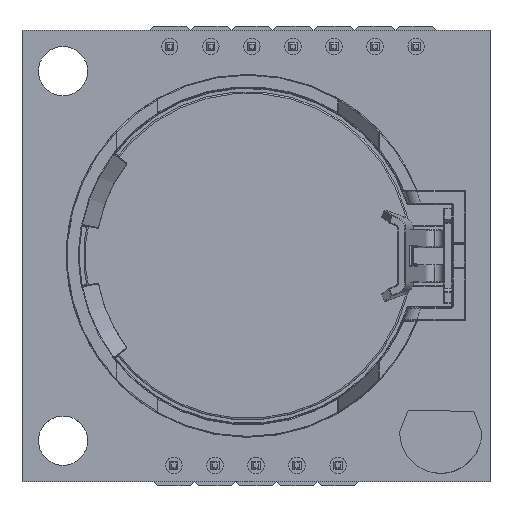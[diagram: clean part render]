
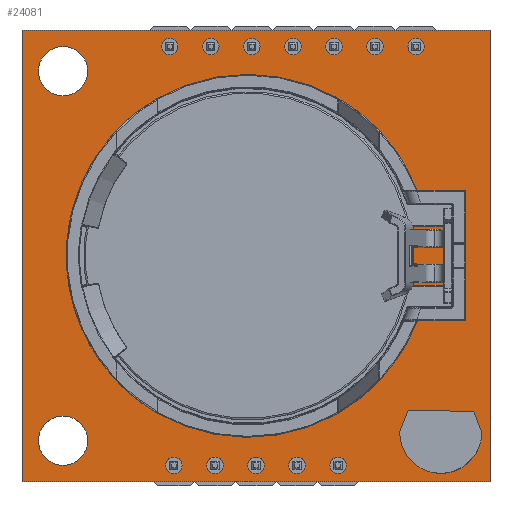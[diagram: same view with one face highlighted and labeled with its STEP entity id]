
A CAD part, top view. The second image highlights one B-rep face of the part: STEP entity #24081.
In plain terms, the highlighted face is planar.
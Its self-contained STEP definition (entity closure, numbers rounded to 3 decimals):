
#1180=FACE_BOUND('',#3304,.T.);
#1181=FACE_BOUND('',#3305,.T.);
#1182=FACE_BOUND('',#3306,.T.);
#1183=FACE_BOUND('',#3307,.T.);
#1184=FACE_BOUND('',#3308,.T.);
#1185=FACE_BOUND('',#3309,.T.);
#1186=FACE_BOUND('',#3310,.T.);
#1187=FACE_BOUND('',#3311,.T.);
#1188=FACE_BOUND('',#3312,.T.);
#1189=FACE_BOUND('',#3313,.T.);
#1190=FACE_BOUND('',#3314,.T.);
#1191=FACE_BOUND('',#3315,.T.);
#1192=FACE_BOUND('',#3316,.T.);
#1193=FACE_BOUND('',#3317,.T.);
#1194=FACE_BOUND('',#3318,.T.);
#1195=FACE_BOUND('',#3319,.T.);
#1196=FACE_BOUND('',#3320,.T.);
#1249=PLANE('',#25808);
#1792=FACE_OUTER_BOUND('',#3303,.T.);
#3303=EDGE_LOOP('',(#15276,#15277,#15278,#15279));
#3304=EDGE_LOOP('',(#15280));
#3305=EDGE_LOOP('',(#15281));
#3306=EDGE_LOOP('',(#15282));
#3307=EDGE_LOOP('',(#15283));
#3308=EDGE_LOOP('',(#15284));
#3309=EDGE_LOOP('',(#15285));
#3310=EDGE_LOOP('',(#15286));
#3311=EDGE_LOOP('',(#15287));
#3312=EDGE_LOOP('',(#15288));
#3313=EDGE_LOOP('',(#15289));
#3314=EDGE_LOOP('',(#15290));
#3315=EDGE_LOOP('',(#15291));
#3316=EDGE_LOOP('',(#15292));
#3317=EDGE_LOOP('',(#15293));
#3318=EDGE_LOOP('',(#15294));
#3319=EDGE_LOOP('',(#15295));
#3320=EDGE_LOOP('',(#15296));
#4856=LINE('',#35550,#6591);
#4860=LINE('',#35558,#6595);
#4863=LINE('',#35564,#6598);
#4866=LINE('',#35569,#6601);
#6591=VECTOR('',#28539,10.);
#6595=VECTOR('',#28545,10.);
#6598=VECTOR('',#28550,10.);
#6601=VECTOR('',#28555,10.);
#8311=CIRCLE('',#25738,0.5);
#8314=CIRCLE('',#25742,0.5);
#8317=CIRCLE('',#25746,0.5);
#8320=CIRCLE('',#25750,0.5);
#8323=CIRCLE('',#25754,0.5);
#8326=CIRCLE('',#25758,0.5);
#8329=CIRCLE('',#25762,0.5);
#8332=CIRCLE('',#25766,0.5);
#8335=CIRCLE('',#25770,0.5);
#8338=CIRCLE('',#25774,0.5);
#8341=CIRCLE('',#25778,0.5);
#8344=CIRCLE('',#25782,0.5);
#8347=CIRCLE('',#25786,0.5);
#8350=CIRCLE('',#25790,0.5);
#8353=CIRCLE('',#25794,0.5);
#8356=CIRCLE('',#25798,1.5);
#8359=CIRCLE('',#25802,1.5);
#9520=VERTEX_POINT('',#35416);
#9523=VERTEX_POINT('',#35424);
#9526=VERTEX_POINT('',#35432);
#9529=VERTEX_POINT('',#35440);
#9532=VERTEX_POINT('',#35448);
#9535=VERTEX_POINT('',#35456);
#9538=VERTEX_POINT('',#35464);
#9541=VERTEX_POINT('',#35472);
#9544=VERTEX_POINT('',#35480);
#9547=VERTEX_POINT('',#35488);
#9550=VERTEX_POINT('',#35496);
#9553=VERTEX_POINT('',#35504);
#9556=VERTEX_POINT('',#35512);
#9559=VERTEX_POINT('',#35520);
#9562=VERTEX_POINT('',#35528);
#9565=VERTEX_POINT('',#35536);
#9568=VERTEX_POINT('',#35544);
#9569=VERTEX_POINT('',#35548);
#9570=VERTEX_POINT('',#35549);
#9573=VERTEX_POINT('',#35557);
#9575=VERTEX_POINT('',#35563);
#11607=EDGE_CURVE('',#9520,#9520,#8311,.T.);
#11611=EDGE_CURVE('',#9523,#9523,#8314,.T.);
#11615=EDGE_CURVE('',#9526,#9526,#8317,.T.);
#11619=EDGE_CURVE('',#9529,#9529,#8320,.T.);
#11623=EDGE_CURVE('',#9532,#9532,#8323,.T.);
#11627=EDGE_CURVE('',#9535,#9535,#8326,.T.);
#11631=EDGE_CURVE('',#9538,#9538,#8329,.T.);
#11635=EDGE_CURVE('',#9541,#9541,#8332,.T.);
#11639=EDGE_CURVE('',#9544,#9544,#8335,.T.);
#11643=EDGE_CURVE('',#9547,#9547,#8338,.T.);
#11647=EDGE_CURVE('',#9550,#9550,#8341,.T.);
#11651=EDGE_CURVE('',#9553,#9553,#8344,.T.);
#11655=EDGE_CURVE('',#9556,#9556,#8347,.T.);
#11659=EDGE_CURVE('',#9559,#9559,#8350,.T.);
#11663=EDGE_CURVE('',#9562,#9562,#8353,.T.);
#11667=EDGE_CURVE('',#9565,#9565,#8356,.T.);
#11671=EDGE_CURVE('',#9568,#9568,#8359,.T.);
#11672=EDGE_CURVE('',#9569,#9570,#4856,.T.);
#11676=EDGE_CURVE('',#9573,#9569,#4860,.T.);
#11679=EDGE_CURVE('',#9575,#9573,#4863,.T.);
#11682=EDGE_CURVE('',#9570,#9575,#4866,.T.);
#15276=ORIENTED_EDGE('',*,*,#11682,.F.);
#15277=ORIENTED_EDGE('',*,*,#11672,.F.);
#15278=ORIENTED_EDGE('',*,*,#11676,.F.);
#15279=ORIENTED_EDGE('',*,*,#11679,.F.);
#15280=ORIENTED_EDGE('',*,*,#11607,.T.);
#15281=ORIENTED_EDGE('',*,*,#11611,.T.);
#15282=ORIENTED_EDGE('',*,*,#11615,.T.);
#15283=ORIENTED_EDGE('',*,*,#11619,.T.);
#15284=ORIENTED_EDGE('',*,*,#11623,.T.);
#15285=ORIENTED_EDGE('',*,*,#11627,.T.);
#15286=ORIENTED_EDGE('',*,*,#11631,.T.);
#15287=ORIENTED_EDGE('',*,*,#11635,.T.);
#15288=ORIENTED_EDGE('',*,*,#11639,.T.);
#15289=ORIENTED_EDGE('',*,*,#11643,.T.);
#15290=ORIENTED_EDGE('',*,*,#11647,.T.);
#15291=ORIENTED_EDGE('',*,*,#11651,.T.);
#15292=ORIENTED_EDGE('',*,*,#11655,.T.);
#15293=ORIENTED_EDGE('',*,*,#11659,.T.);
#15294=ORIENTED_EDGE('',*,*,#11663,.T.);
#15295=ORIENTED_EDGE('',*,*,#11667,.T.);
#15296=ORIENTED_EDGE('',*,*,#11671,.T.);
#24081=ADVANCED_FACE('',(#1792,#1180,#1181,#1182,#1183,#1184,#1185,#1186,
#1187,#1188,#1189,#1190,#1191,#1192,#1193,#1194,#1195,#1196),#1249,.F.);
#25738=AXIS2_PLACEMENT_3D('',#35418,#28391,#28392);
#25742=AXIS2_PLACEMENT_3D('',#35426,#28400,#28401);
#25746=AXIS2_PLACEMENT_3D('',#35434,#28409,#28410);
#25750=AXIS2_PLACEMENT_3D('',#35442,#28418,#28419);
#25754=AXIS2_PLACEMENT_3D('',#35450,#28427,#28428);
#25758=AXIS2_PLACEMENT_3D('',#35458,#28436,#28437);
#25762=AXIS2_PLACEMENT_3D('',#35466,#28445,#28446);
#25766=AXIS2_PLACEMENT_3D('',#35474,#28454,#28455);
#25770=AXIS2_PLACEMENT_3D('',#35482,#28463,#28464);
#25774=AXIS2_PLACEMENT_3D('',#35490,#28472,#28473);
#25778=AXIS2_PLACEMENT_3D('',#35498,#28481,#28482);
#25782=AXIS2_PLACEMENT_3D('',#35506,#28490,#28491);
#25786=AXIS2_PLACEMENT_3D('',#35514,#28499,#28500);
#25790=AXIS2_PLACEMENT_3D('',#35522,#28508,#28509);
#25794=AXIS2_PLACEMENT_3D('',#35530,#28517,#28518);
#25798=AXIS2_PLACEMENT_3D('',#35538,#28526,#28527);
#25802=AXIS2_PLACEMENT_3D('',#35546,#28535,#28536);
#25808=AXIS2_PLACEMENT_3D('',#35572,#28559,#28560);
#28391=DIRECTION('center_axis',(0.,1.,0.));
#28392=DIRECTION('ref_axis',(1.,0.,0.));
#28400=DIRECTION('center_axis',(0.,1.,0.));
#28401=DIRECTION('ref_axis',(1.,0.,0.));
#28409=DIRECTION('center_axis',(0.,1.,0.));
#28410=DIRECTION('ref_axis',(1.,0.,0.));
#28418=DIRECTION('center_axis',(0.,1.,0.));
#28419=DIRECTION('ref_axis',(1.,0.,0.));
#28427=DIRECTION('center_axis',(0.,1.,0.));
#28428=DIRECTION('ref_axis',(1.,0.,0.));
#28436=DIRECTION('center_axis',(0.,1.,0.));
#28437=DIRECTION('ref_axis',(1.,0.,0.));
#28445=DIRECTION('center_axis',(0.,1.,0.));
#28446=DIRECTION('ref_axis',(1.,0.,0.));
#28454=DIRECTION('center_axis',(0.,1.,0.));
#28455=DIRECTION('ref_axis',(1.,0.,0.));
#28463=DIRECTION('center_axis',(0.,1.,0.));
#28464=DIRECTION('ref_axis',(1.,0.,0.));
#28472=DIRECTION('center_axis',(0.,1.,0.));
#28473=DIRECTION('ref_axis',(1.,0.,0.));
#28481=DIRECTION('center_axis',(0.,1.,0.));
#28482=DIRECTION('ref_axis',(1.,0.,0.));
#28490=DIRECTION('center_axis',(0.,1.,0.));
#28491=DIRECTION('ref_axis',(1.,0.,0.));
#28499=DIRECTION('center_axis',(0.,1.,0.));
#28500=DIRECTION('ref_axis',(1.,0.,0.));
#28508=DIRECTION('center_axis',(0.,1.,0.));
#28509=DIRECTION('ref_axis',(1.,0.,0.));
#28517=DIRECTION('center_axis',(0.,1.,0.));
#28518=DIRECTION('ref_axis',(1.,0.,0.));
#28526=DIRECTION('center_axis',(0.,1.,0.));
#28527=DIRECTION('ref_axis',(1.,0.,0.));
#28535=DIRECTION('center_axis',(0.,1.,0.));
#28536=DIRECTION('ref_axis',(1.,0.,0.));
#28539=DIRECTION('',(0.,0.,-1.));
#28545=DIRECTION('',(1.,0.,0.));
#28550=DIRECTION('',(0.,0.,1.));
#28555=DIRECTION('',(-1.,0.,0.));
#28559=DIRECTION('center_axis',(0.,1.,0.));
#28560=DIRECTION('ref_axis',(0.,0.,1.));
#35416=CARTESIAN_POINT('',(-10.25,0.,-12.75));
#35418=CARTESIAN_POINT('Origin',(-9.75,0.,-12.75));
#35424=CARTESIAN_POINT('',(-7.75,0.,-12.75));
#35426=CARTESIAN_POINT('Origin',(-7.25,0.,-12.75));
#35432=CARTESIAN_POINT('',(-5.25,0.,-12.75));
#35434=CARTESIAN_POINT('Origin',(-4.75,0.,-12.75));
#35440=CARTESIAN_POINT('',(-2.75,0.,-12.75));
#35442=CARTESIAN_POINT('Origin',(-2.25,0.,-12.75));
#35448=CARTESIAN_POINT('',(-0.25,0.,-12.75));
#35450=CARTESIAN_POINT('Origin',(0.25,0.,-12.75));
#35456=CARTESIAN_POINT('',(2.25,0.,-12.75));
#35458=CARTESIAN_POINT('Origin',(2.75,0.,-12.75));
#35464=CARTESIAN_POINT('',(4.75,0.,-12.75));
#35466=CARTESIAN_POINT('Origin',(5.25,0.,-12.75));
#35472=CARTESIAN_POINT('',(-11.75,0.,10.75));
#35474=CARTESIAN_POINT('Origin',(-11.25,0.,10.75));
#35480=CARTESIAN_POINT('',(-13.25,0.,10.75));
#35482=CARTESIAN_POINT('Origin',(-12.75,0.,10.75));
#35488=CARTESIAN_POINT('',(-10.25,0.,10.75));
#35490=CARTESIAN_POINT('Origin',(-9.75,0.,10.75));
#35496=CARTESIAN_POINT('',(4.5,0.,12.75));
#35498=CARTESIAN_POINT('Origin',(5.,0.,12.75));
#35504=CARTESIAN_POINT('',(2.,0.,12.75));
#35506=CARTESIAN_POINT('Origin',(2.5,0.,12.75));
#35512=CARTESIAN_POINT('',(-3.,0.,12.75));
#35514=CARTESIAN_POINT('Origin',(-2.5,0.,12.75));
#35520=CARTESIAN_POINT('',(-5.5,0.,12.75));
#35522=CARTESIAN_POINT('Origin',(-5.,0.,12.75));
#35528=CARTESIAN_POINT('',(-0.5,0.,12.75));
#35530=CARTESIAN_POINT('Origin',(0.,0.,12.75));
#35536=CARTESIAN_POINT('',(10.25,0.,-11.25));
#35538=CARTESIAN_POINT('Origin',(11.75,0.,-11.25));
#35544=CARTESIAN_POINT('',(10.25,0.,11.25));
#35546=CARTESIAN_POINT('Origin',(11.75,0.,11.25));
#35548=CARTESIAN_POINT('',(14.25,0.,13.75));
#35549=CARTESIAN_POINT('',(14.25,0.,-13.75));
#35550=CARTESIAN_POINT('',(14.25,0.,13.75));
#35557=CARTESIAN_POINT('',(-14.25,0.,13.75));
#35558=CARTESIAN_POINT('',(-14.25,0.,13.75));
#35563=CARTESIAN_POINT('',(-14.25,0.,-13.75));
#35564=CARTESIAN_POINT('',(-14.25,0.,-13.75));
#35569=CARTESIAN_POINT('',(14.25,0.,-13.75));
#35572=CARTESIAN_POINT('Origin',(0.,0.,0.));
